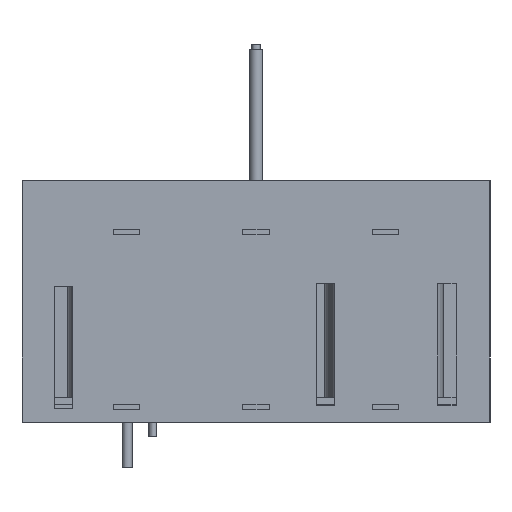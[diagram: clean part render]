
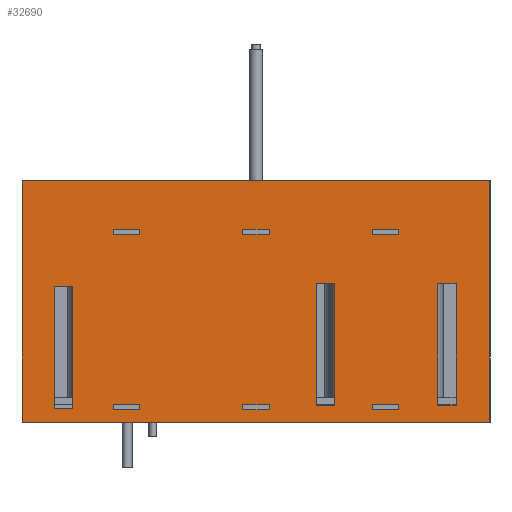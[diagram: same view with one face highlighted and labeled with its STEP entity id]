
A CAD part, front view. The second image highlights one B-rep face of the part: STEP entity #32690.
In plain terms, the highlighted face is planar.
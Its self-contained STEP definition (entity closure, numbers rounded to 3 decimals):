
#766=FACE_BOUND('',#5636,.T.);
#767=FACE_BOUND('',#5637,.T.);
#768=FACE_BOUND('',#5638,.T.);
#1532=PLANE('',#36068);
#3404=FACE_OUTER_BOUND('',#5635,.T.);
#5635=EDGE_LOOP('',(#26247,#26248,#26249,#26250));
#5636=EDGE_LOOP('',(#26251,#26252,#26253,#26254));
#5637=EDGE_LOOP('',(#26255,#26256,#26257,#26258));
#5638=EDGE_LOOP('',(#26259,#26260,#26261,#26262));
#8163=LINE('',#52777,#11241);
#8168=LINE('',#52786,#11246);
#8171=LINE('',#52792,#11249);
#8175=LINE('',#52798,#11253);
#8181=LINE('',#52812,#11259);
#8186=LINE('',#52821,#11264);
#8189=LINE('',#52827,#11267);
#8193=LINE('',#52833,#11271);
#8199=LINE('',#52847,#11277);
#8204=LINE('',#52856,#11282);
#8207=LINE('',#52862,#11285);
#8211=LINE('',#52868,#11289);
#8243=LINE('',#52929,#11321);
#8247=LINE('',#52937,#11325);
#8250=LINE('',#52943,#11328);
#8253=LINE('',#52948,#11331);
#11241=VECTOR('',#42815,10.);
#11246=VECTOR('',#42822,10.);
#11249=VECTOR('',#42827,10.);
#11253=VECTOR('',#42833,10.);
#11259=VECTOR('',#42843,10.);
#11264=VECTOR('',#42850,10.);
#11267=VECTOR('',#42855,10.);
#11271=VECTOR('',#42861,10.);
#11277=VECTOR('',#42871,10.);
#11282=VECTOR('',#42878,10.);
#11285=VECTOR('',#42883,10.);
#11289=VECTOR('',#42889,10.);
#11321=VECTOR('',#42943,10.);
#11325=VECTOR('',#42949,10.);
#11328=VECTOR('',#42954,10.);
#11331=VECTOR('',#42959,10.);
#15797=VERTEX_POINT('',#52775);
#15798=VERTEX_POINT('',#52776);
#15801=VERTEX_POINT('',#52785);
#15803=VERTEX_POINT('',#52791);
#15809=VERTEX_POINT('',#52810);
#15810=VERTEX_POINT('',#52811);
#15813=VERTEX_POINT('',#52820);
#15815=VERTEX_POINT('',#52826);
#15821=VERTEX_POINT('',#52845);
#15822=VERTEX_POINT('',#52846);
#15825=VERTEX_POINT('',#52855);
#15827=VERTEX_POINT('',#52861);
#15845=VERTEX_POINT('',#52927);
#15846=VERTEX_POINT('',#52928);
#15849=VERTEX_POINT('',#52936);
#15851=VERTEX_POINT('',#52942);
#19489=EDGE_CURVE('',#15797,#15798,#8163,.T.);
#19494=EDGE_CURVE('',#15801,#15797,#8168,.T.);
#19497=EDGE_CURVE('',#15803,#15801,#8171,.T.);
#19501=EDGE_CURVE('',#15798,#15803,#8175,.T.);
#19507=EDGE_CURVE('',#15809,#15810,#8181,.T.);
#19512=EDGE_CURVE('',#15813,#15809,#8186,.T.);
#19515=EDGE_CURVE('',#15815,#15813,#8189,.T.);
#19519=EDGE_CURVE('',#15810,#15815,#8193,.T.);
#19525=EDGE_CURVE('',#15821,#15822,#8199,.T.);
#19530=EDGE_CURVE('',#15825,#15821,#8204,.T.);
#19533=EDGE_CURVE('',#15827,#15825,#8207,.T.);
#19537=EDGE_CURVE('',#15822,#15827,#8211,.T.);
#19569=EDGE_CURVE('',#15845,#15846,#8243,.T.);
#19573=EDGE_CURVE('',#15846,#15849,#8247,.T.);
#19576=EDGE_CURVE('',#15849,#15851,#8250,.T.);
#19579=EDGE_CURVE('',#15851,#15845,#8253,.T.);
#26247=ORIENTED_EDGE('',*,*,#19579,.T.);
#26248=ORIENTED_EDGE('',*,*,#19569,.T.);
#26249=ORIENTED_EDGE('',*,*,#19573,.T.);
#26250=ORIENTED_EDGE('',*,*,#19576,.T.);
#26251=ORIENTED_EDGE('',*,*,#19489,.T.);
#26252=ORIENTED_EDGE('',*,*,#19501,.T.);
#26253=ORIENTED_EDGE('',*,*,#19497,.T.);
#26254=ORIENTED_EDGE('',*,*,#19494,.T.);
#26255=ORIENTED_EDGE('',*,*,#19507,.T.);
#26256=ORIENTED_EDGE('',*,*,#19519,.T.);
#26257=ORIENTED_EDGE('',*,*,#19515,.T.);
#26258=ORIENTED_EDGE('',*,*,#19512,.T.);
#26259=ORIENTED_EDGE('',*,*,#19525,.T.);
#26260=ORIENTED_EDGE('',*,*,#19537,.T.);
#26261=ORIENTED_EDGE('',*,*,#19533,.T.);
#26262=ORIENTED_EDGE('',*,*,#19530,.T.);
#32690=ADVANCED_FACE('',(#3404,#766,#767,#768),#1532,.F.);
#36068=AXIS2_PLACEMENT_3D('',#52951,#42963,#42964);
#42815=DIRECTION('',(0.,1.,0.));
#42822=DIRECTION('',(1.,0.,0.));
#42827=DIRECTION('',(0.,-1.,0.));
#42833=DIRECTION('',(-1.,0.,0.));
#42843=DIRECTION('',(0.,1.,0.));
#42850=DIRECTION('',(1.,0.,0.));
#42855=DIRECTION('',(0.,-1.,0.));
#42861=DIRECTION('',(-1.,0.,0.));
#42871=DIRECTION('',(0.,1.,0.));
#42878=DIRECTION('',(1.,0.,0.));
#42883=DIRECTION('',(0.,-1.,0.));
#42889=DIRECTION('',(-1.,0.,0.));
#42943=DIRECTION('',(0.,1.,0.));
#42949=DIRECTION('',(1.,0.,0.));
#42954=DIRECTION('',(0.,-1.,0.));
#42959=DIRECTION('',(-1.,0.,0.));
#42963=DIRECTION('center_axis',(0.,0.,1.));
#42964=DIRECTION('ref_axis',(1.,0.,0.));
#52775=CARTESIAN_POINT('',(102.,134.,0.));
#52776=CARTESIAN_POINT('',(102.,292.,0.));
#52777=CARTESIAN_POINT('',(102.,145.5,0.));
#52785=CARTESIAN_POINT('',(78.,134.,0.));
#52786=CARTESIAN_POINT('',(39.,134.,0.));
#52791=CARTESIAN_POINT('',(78.,292.,0.));
#52792=CARTESIAN_POINT('',(78.,224.5,0.));
#52798=CARTESIAN_POINT('',(51.,292.,0.));
#52810=CARTESIAN_POINT('',(260.,134.,0.));
#52811=CARTESIAN_POINT('',(260.,292.,0.));
#52812=CARTESIAN_POINT('',(260.,145.5,0.));
#52820=CARTESIAN_POINT('',(236.,134.,0.));
#52821=CARTESIAN_POINT('',(118.,134.,0.));
#52826=CARTESIAN_POINT('',(236.,292.,0.));
#52827=CARTESIAN_POINT('',(236.,224.5,0.));
#52833=CARTESIAN_POINT('',(130.,292.,0.));
#52845=CARTESIAN_POINT('',(-238.,138.,0.));
#52846=CARTESIAN_POINT('',(-238.,296.,0.));
#52847=CARTESIAN_POINT('',(-238.,147.5,0.));
#52855=CARTESIAN_POINT('',(-262.,138.,0.));
#52856=CARTESIAN_POINT('',(-131.,138.,0.));
#52861=CARTESIAN_POINT('',(-262.,296.,0.));
#52862=CARTESIAN_POINT('',(-262.,226.5,0.));
#52868=CARTESIAN_POINT('',(-119.,296.,0.));
#52927=CARTESIAN_POINT('',(-304.,0.,0.));
#52928=CARTESIAN_POINT('',(-304.,314.,0.));
#52929=CARTESIAN_POINT('',(-304.,0.,0.));
#52936=CARTESIAN_POINT('',(304.,314.,0.));
#52937=CARTESIAN_POINT('',(-304.,314.,0.));
#52942=CARTESIAN_POINT('',(304.,0.,0.));
#52943=CARTESIAN_POINT('',(304.,314.,0.));
#52948=CARTESIAN_POINT('',(304.,0.,0.));
#52951=CARTESIAN_POINT('Origin',(0.,157.,0.));
